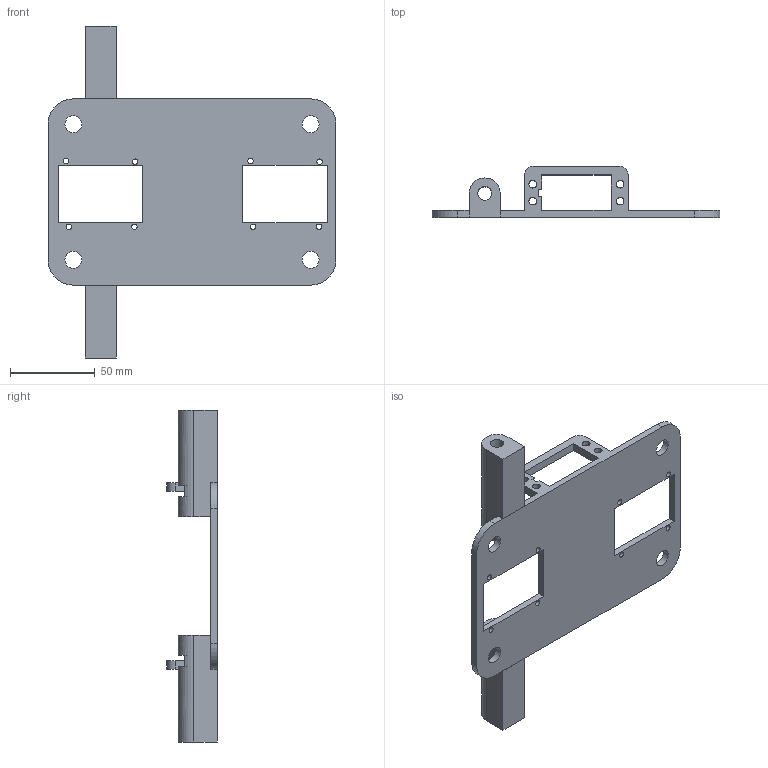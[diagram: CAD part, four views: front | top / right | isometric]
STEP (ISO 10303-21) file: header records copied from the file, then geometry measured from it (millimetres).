
FILE_DESCRIPTION(/* description */ (''),/* implementation_level */ '2;1');
FILE_NAME(/* name */ 'base.stp',/* time_stamp */ '2024-04-12T16:06:29-05:00',/* author */ ('Martin'),/* organization */ (''),/* preprocessor_version */ 'ST-DEVELOPER v18.1',/* originating_system */ 'Autodesk Inventor 2021',/* authorisation */ '');
FILE_SCHEMA (('AUTOMOTIVE_DESIGN { 1 0 10303 214 3 1 1 }'));
Length unit declared in the file: millimetre
Products named in the file (1): Base
Bounding box: 170 x 30.03 x 196 mm (x, y, z)
Volume: 102474.7 mm3; surface area: 51020.3 mm2
Topology: 1 solids, 1 shells, 96 faces, 298 edges, 206 vertices
Faces by surface type: plane 62, cylinder 34
Full cylindrical faces by diameter (mm): 3.2 x8, 4.6 x8, 8.2 x4, 10 x4
Entity records: 3525 total; most frequent: CARTESIAN_POINT 601, ORIENTED_EDGE 596, DIRECTION 586, EDGE_CURVE 298, VERTEX_POINT 206, LINE 204, VECTOR 204, AXIS2_PLACEMENT_3D 191
